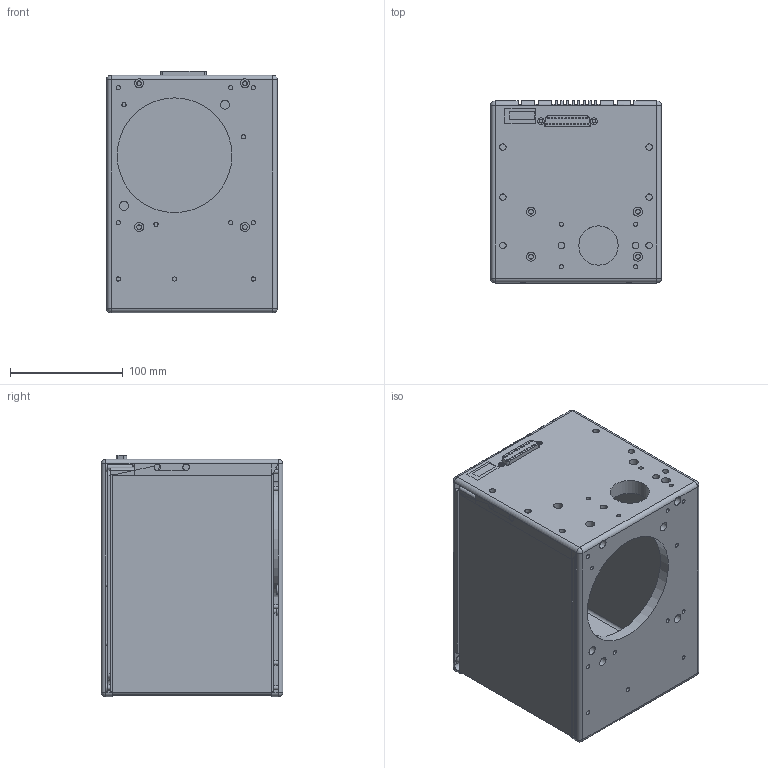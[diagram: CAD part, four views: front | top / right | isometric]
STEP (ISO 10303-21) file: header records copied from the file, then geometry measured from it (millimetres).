
FILE_DESCRIPTION (( 'STEP AP203' ), '1' );
FILE_NAME ('PROSCAN（X）30A振镜.STEP', '2021-02-19T07:06:36', ( 'Windows 用户' ), ( '' ), 'SwSTEP 2.0', 'SolidWorks 2016', '' );
FILE_SCHEMA (( 'CONFIG_CONTROL_DESIGN' ));
Length unit declared in the file: millimetre
Products named in the file (3): prscan-30smart; PROSCAN（X）30A振镜; DB25_sample
Assembly tree (2 placements, depth 2):
  PROSCAN（X）30A振镜
    prscan-30smart
    DB25_sample
Bounding box: 152 x 161.5 x 214.5 mm (x, y, z)
Volume: 613775.8 mm3; surface area: 374033.3 mm2
Topology: 11 solids, 11 shells, 496 faces, 1195 edges, 763 vertices
Faces by surface type: plane 283, cylinder 193, bspline 12, sphere 8
Full cylindrical faces by diameter (mm): 1.3 x25, 2.7 x4, 3.05 x2, 3.2 x2, 3.7 x25, 3.9 x1, 4 x6, 4.2 x12, 5.66 x2, 5.667 x2, 5.7 x6, 6 x11, 8 x14, 9 x1, 35 x1, 102 x1
Entity records: 14589 total; most frequent: CARTESIAN_POINT 2841, DIRECTION 2444, ORIENTED_EDGE 2118, EDGE_CURVE 1059, AXIS2_PLACEMENT_3D 940, EDGE_LOOP 762, VERTEX_POINT 753, FACE_OUTER_BOUND 611
